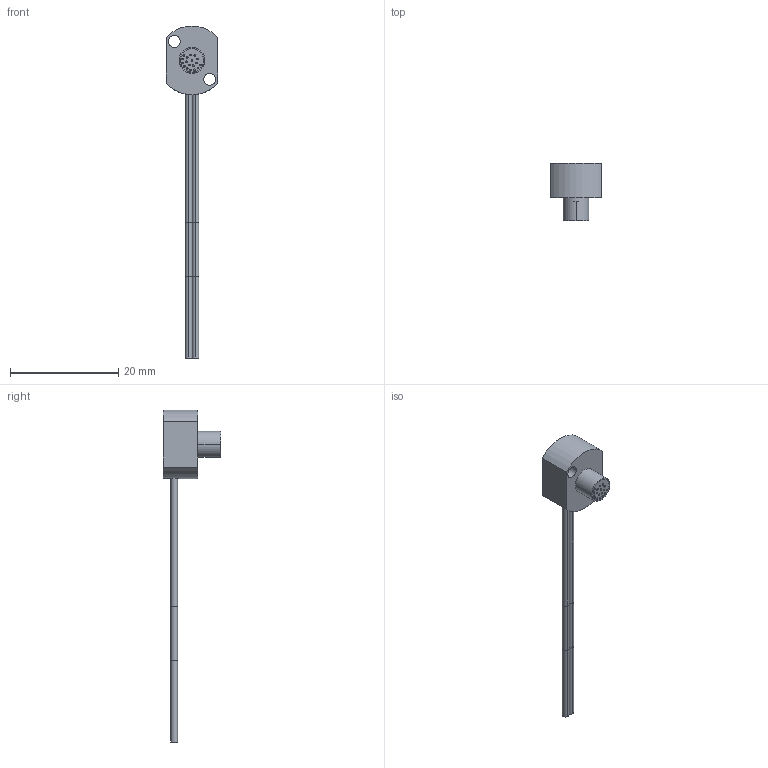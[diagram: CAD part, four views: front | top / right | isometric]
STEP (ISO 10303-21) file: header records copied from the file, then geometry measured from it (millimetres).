
FILE_DESCRIPTION((''),'2;1');
FILE_NAME('193343_ASM','2016-02-17T',('pdmadmin'),(''),'PRO/ENGINEER BY PARAMETRIC TECHNOLOGY CORPORATION, 2013230','PRO/ENGINEER BY PARAMETRIC TECHNOLOGY CORPORATION, 2013230','');
FILE_SCHEMA(('CONFIG_CONTROL_DESIGN'));
Length unit declared in the file: inch
Products named in the file (7): 137269; 137166; 39413_AF0; 39413_AF1; 79677_ASM; 79677_POTTING; 193343_ASM
Assembly tree (6 placements, depth 3):
  193343_ASM
    79677_ASM
      137269
      137166
      39413_AF0
      39413_AF1
    79677_POTTING
Bounding box: 9.53 x 10.59 x 61.35 mm (x, y, z)
Volume: 698.7 mm3; surface area: 2126.9 mm2
Topology: 5 solids, 23 shells, 192 faces, 526 edges, 344 vertices
Faces by surface type: cylinder 132, bspline 40, plane 17, cone 2, extrusion 1
Entity records: 8104 total; most frequent: CARTESIAN_POINT 3009, DIRECTION 1155, ORIENTED_EDGE 916, EDGE_CURVE 526, AXIS2_PLACEMENT_3D 500, VERTEX_POINT 344, CIRCLE 328, EDGE_LOOP 234
